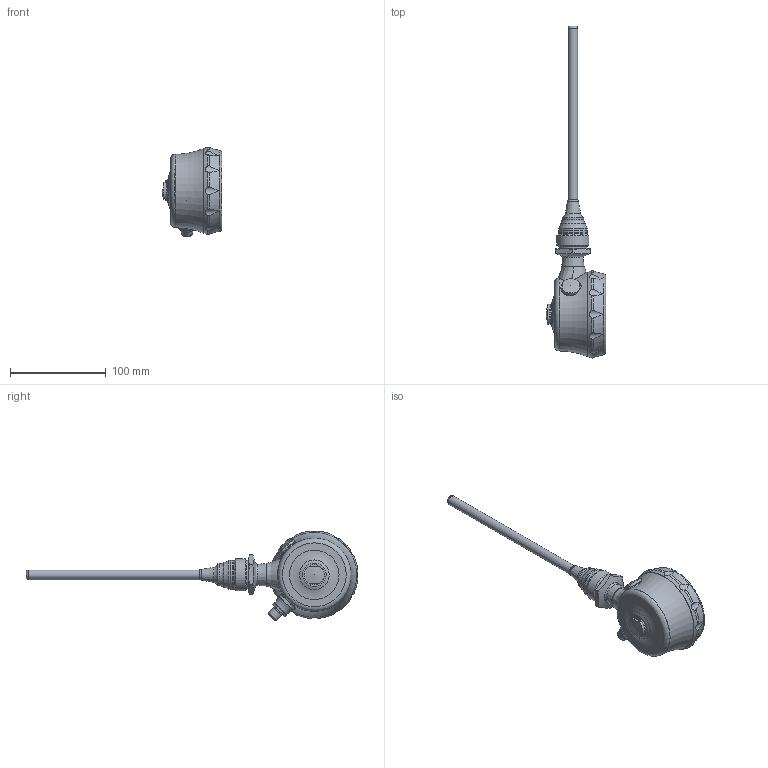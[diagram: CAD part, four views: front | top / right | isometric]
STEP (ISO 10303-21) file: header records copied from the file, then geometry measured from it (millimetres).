
FILE_DESCRIPTION(/* description */ ('Unknown'),/* implementation_level */ '2;1');
FILE_NAME(/* name */ 'PLP70x-50020004x.D111A040.3xxx',/* time_stamp */ '2024-02-08T13:45:54+01:00',/* author */ ('Unknown'),/* organization */ ('Baumer'),/* preprocessor_version */ 'ST-DEVELOPER v16.7',/* originating_system */ 'Solid Edge',/* authorisation */ 'Unknown');
FILE_SCHEMA (('AUTOMOTIVE_DESIGN {1 0 10303 214 3 1 1}'));
Length unit declared in the file: millimetre
Products named in the file (1): Part5
Bounding box: 62.05 x 345.94 x 93.44 mm (x, y, z)
Volume: 113998.4 mm3; surface area: 88425.6 mm2
Topology: 2 solids, 14 shells, 669 faces, 1729 edges, 1129 vertices
Faces by surface type: plane 291, cylinder 186, cone 107, torus 61, bspline 20, sphere 4
Full cylindrical faces by diameter (mm): 1.64 x5, 1.9 x1, 2 x4, 3 x1, 3.4 x4, 4.5 x1, 7 x1, 8 x1, 9.5 x1, 10 x3, 11 x1, 11.5 x1, 11.741 x1, 12 x2, 13 x1, 13.8 x1, 14 x1, 14.5 x1, 15.85 x1, 16 x12, 17.7 x1, 18.36 x1, 18.9 x1, 18.917 x1, 19.5 x2, 19.7 x1, 20 x1, 20.8 x3, 21 x2, 22.7 x1
Entity records: 26208 total; most frequent: CARTESIAN_POINT 6795, DIRECTION 2985, ORIENTED_EDGE 2862, EDGE_CURVE 1431, AXIS2_PLACEMENT_3D 1206, VERTEX_POINT 1030, FACE_BOUND 943, EDGE_LOOP 931
